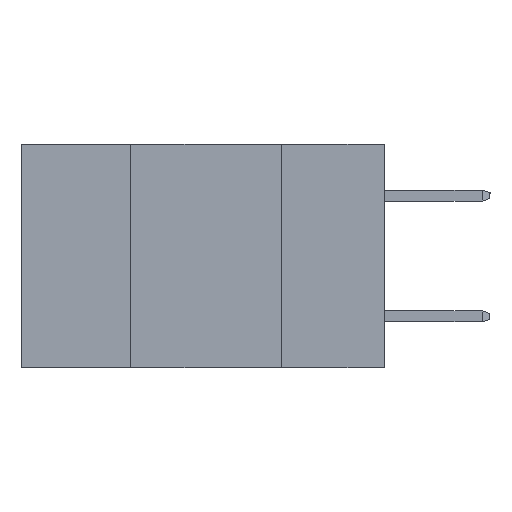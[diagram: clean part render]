
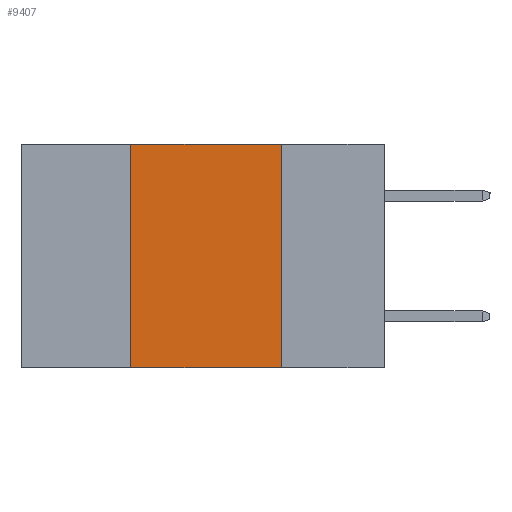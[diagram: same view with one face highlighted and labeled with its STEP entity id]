
A CAD part, left-side view. The second image highlights one B-rep face of the part: STEP entity #9407.
In plain terms, the highlighted planar face has unit normal (-1, 0, 0).
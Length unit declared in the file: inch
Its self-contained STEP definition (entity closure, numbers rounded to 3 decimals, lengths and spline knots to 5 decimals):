
#585 = DIRECTION ( 'NONE',  ( 0., 0., -1. ) ) ;
#1301 = CARTESIAN_POINT ( 'NONE',  ( 0., 0.42, -0.37 ) ) ;
#2579 = CARTESIAN_POINT ( 'NONE',  ( 0., 0.17, -0.37 ) ) ;
#2705 = CARTESIAN_POINT ( 'NONE',  ( 0., 0.6, -0.37 ) ) ;
#2939 = VECTOR ( 'NONE', #4677, 39.37008 ) ;
#4168 = VERTEX_POINT ( 'NONE', #19222 ) ;
#4677 = DIRECTION ( 'NONE',  ( 0., -1., 0. ) ) ;
#4944 = CARTESIAN_POINT ( 'NONE',  ( 0., 0.6, 0. ) ) ;
#5577 = VECTOR ( 'NONE', #16640, 39.37008 ) ;
#5967 = CARTESIAN_POINT ( 'NONE',  ( 0., 0.6, 0. ) ) ;
#7058 = FACE_OUTER_BOUND ( 'NONE', #7851, .T. ) ;
#7337 = DIRECTION ( 'NONE',  ( 0., 0., -1. ) ) ;
#7851 = EDGE_LOOP ( 'NONE', ( #25089, #20981, #20009, #10137 ) ) ;
#9184 = LINE ( 'NONE', #2705, #2939 ) ;
#9407 = ADVANCED_FACE ( 'NONE', ( #7058 ), #23519, .F. ) ;
#10137 = ORIENTED_EDGE ( 'NONE', *, *, #25995, .T. ) ;
#10471 = LINE ( 'NONE', #5967, #15078 ) ;
#10635 = VECTOR ( 'NONE', #585, 39.37008 ) ;
#12436 = VERTEX_POINT ( 'NONE', #2579 ) ;
#15078 = VECTOR ( 'NONE', #23262, 39.37008 ) ;
#15641 = CARTESIAN_POINT ( 'NONE',  ( 0., 0.17, -0.37 ) ) ;
#16640 = DIRECTION ( 'NONE',  ( 0., 0., 1. ) ) ;
#17707 = CARTESIAN_POINT ( 'NONE',  ( 0., 0.42, 0. ) ) ;
#18098 = EDGE_CURVE ( 'NONE', #4168, #23765, #20869, .T. ) ;
#19222 = CARTESIAN_POINT ( 'NONE',  ( 0., 0.42, -0.37 ) ) ;
#20009 = ORIENTED_EDGE ( 'NONE', *, *, #18098, .F. ) ;
#20307 = DIRECTION ( 'NONE',  ( 1., 0., 0. ) ) ;
#20837 = VERTEX_POINT ( 'NONE', #27077 ) ;
#20869 = LINE ( 'NONE', #1301, #5577 ) ;
#20981 = ORIENTED_EDGE ( 'NONE', *, *, #25832, .F. ) ;
#21523 = AXIS2_PLACEMENT_3D ( 'NONE', #4944, #20307, #7337 ) ;
#22130 = LINE ( 'NONE', #15641, #10635 ) ;
#23262 = DIRECTION ( 'NONE',  ( 0., -1., 0. ) ) ;
#23519 = PLANE ( 'NONE',  #21523 ) ;
#23765 = VERTEX_POINT ( 'NONE', #17707 ) ;
#24799 = EDGE_CURVE ( 'NONE', #20837, #12436, #22130, .T. ) ;
#25089 = ORIENTED_EDGE ( 'NONE', *, *, #24799, .F. ) ;
#25832 = EDGE_CURVE ( 'NONE', #23765, #20837, #10471, .T. ) ;
#25995 = EDGE_CURVE ( 'NONE', #4168, #12436, #9184, .T. ) ;
#27077 = CARTESIAN_POINT ( 'NONE',  ( 0., 0.17, 0. ) ) ;
